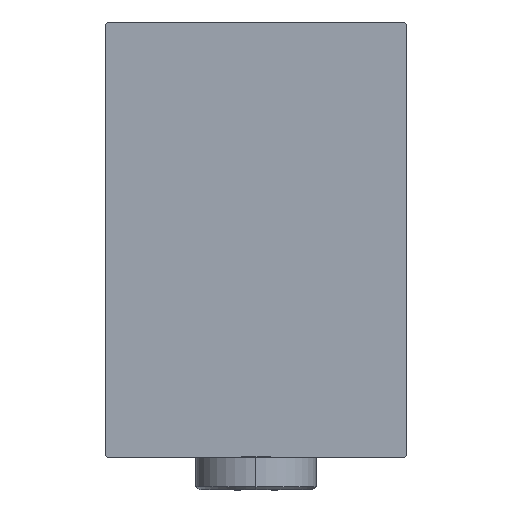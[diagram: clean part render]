
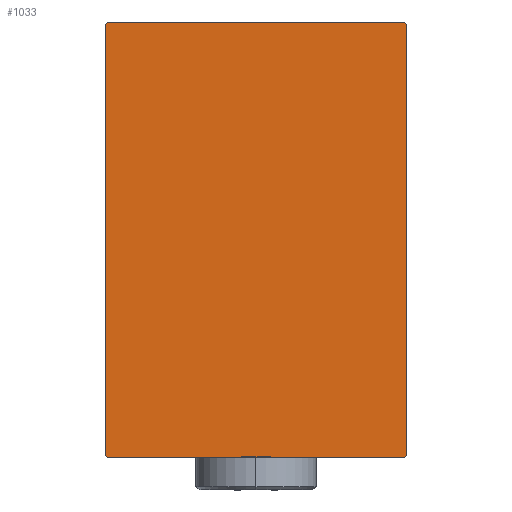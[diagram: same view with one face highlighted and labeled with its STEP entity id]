
A CAD part, left-side view. The second image highlights one B-rep face of the part: STEP entity #1033.
In plain terms, the highlighted face is planar.
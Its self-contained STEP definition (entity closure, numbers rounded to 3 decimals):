
#114 = VECTOR ( 'NONE', #4425, 1000. ) ;
#858 = DIRECTION ( 'NONE',  ( 0., 0., -1. ) ) ;
#1033 = ADVANCED_FACE ( 'NONE', ( #6952 ), #32518, .T. ) ;
#1472 = VERTEX_POINT ( 'NONE', #14756 ) ;
#1957 = ORIENTED_EDGE ( 'NONE', *, *, #37448, .T. ) ;
#2775 = VECTOR ( 'NONE', #11777, 1000. ) ;
#3142 = DIRECTION ( 'NONE',  ( 1., 0., 0. ) ) ;
#4425 = DIRECTION ( 'NONE',  ( 0., 0.707, 0.707 ) ) ;
#4431 = CARTESIAN_POINT ( 'NONE',  ( 130., -22.5, 32.5 ) ) ;
#4607 = VECTOR ( 'NONE', #42904, 1000. ) ;
#4662 = ORIENTED_EDGE ( 'NONE', *, *, #17548, .T. ) ;
#4894 = AXIS2_PLACEMENT_3D ( 'NONE', #6496, #3142, #40179 ) ;
#6496 = CARTESIAN_POINT ( 'NONE',  ( 130., 0., 0. ) ) ;
#6952 = FACE_OUTER_BOUND ( 'NONE', #42455, .T. ) ;
#7014 = VECTOR ( 'NONE', #44058, 1000. ) ;
#7015 = VERTEX_POINT ( 'NONE', #21872 ) ;
#7346 = CARTESIAN_POINT ( 'NONE',  ( 130., 22.2, 32.5 ) ) ;
#7773 = CARTESIAN_POINT ( 'NONE',  ( 130., -22.2, 32.5 ) ) ;
#7963 = LINE ( 'NONE', #18706, #2775 ) ;
#9911 = LINE ( 'NONE', #25180, #42230 ) ;
#9914 = LINE ( 'NONE', #38389, #4607 ) ;
#11777 = DIRECTION ( 'NONE',  ( 0., -0.707, 0.707 ) ) ;
#11809 = CARTESIAN_POINT ( 'NONE',  ( 130., 27.35, -27.35 ) ) ;
#11951 = CARTESIAN_POINT ( 'NONE',  ( 130., -22.5, -32.2 ) ) ;
#12412 = LINE ( 'NONE', #20304, #37524 ) ;
#12855 = EDGE_CURVE ( 'NONE', #1472, #36032, #7963, .T. ) ;
#13127 = DIRECTION ( 'NONE',  ( 0., 0.707, -0.707 ) ) ;
#14756 = CARTESIAN_POINT ( 'NONE',  ( 130., 22.5, 32.2 ) ) ;
#15112 = CARTESIAN_POINT ( 'NONE',  ( 130., -22.5, -32.5 ) ) ;
#16857 = VECTOR ( 'NONE', #25939, 1000. ) ;
#17303 = CARTESIAN_POINT ( 'NONE',  ( 130., -22.5, 32.2 ) ) ;
#17548 = EDGE_CURVE ( 'NONE', #47090, #24818, #25679, .T. ) ;
#18706 = CARTESIAN_POINT ( 'NONE',  ( 130., 27.35, 27.35 ) ) ;
#20304 = CARTESIAN_POINT ( 'NONE',  ( 130., -27.35, -27.35 ) ) ;
#20572 = ORIENTED_EDGE ( 'NONE', *, *, #40088, .T. ) ;
#21872 = CARTESIAN_POINT ( 'NONE',  ( 130., 22.2, -32.5 ) ) ;
#22766 = CARTESIAN_POINT ( 'NONE',  ( 130., -22.2, -32.5 ) ) ;
#24818 = VERTEX_POINT ( 'NONE', #11951 ) ;
#25180 = CARTESIAN_POINT ( 'NONE',  ( 130., -27.35, 27.35 ) ) ;
#25679 = LINE ( 'NONE', #4431, #40334 ) ;
#25939 = DIRECTION ( 'NONE',  ( 0., -1., 0. ) ) ;
#26586 = LINE ( 'NONE', #15112, #7014 ) ;
#27226 = VERTEX_POINT ( 'NONE', #36090 ) ;
#27723 = VERTEX_POINT ( 'NONE', #7773 ) ;
#29370 = EDGE_CURVE ( 'NONE', #24818, #40156, #12412, .T. ) ;
#30447 = LINE ( 'NONE', #11809, #114 ) ;
#32418 = LINE ( 'NONE', #47018, #16857 ) ;
#32518 = PLANE ( 'NONE',  #4894 ) ;
#33164 = ORIENTED_EDGE ( 'NONE', *, *, #12855, .T. ) ;
#33770 = ORIENTED_EDGE ( 'NONE', *, *, #40669, .T. ) ;
#34960 = EDGE_CURVE ( 'NONE', #27226, #1472, #9914, .T. ) ;
#35420 = ORIENTED_EDGE ( 'NONE', *, *, #29370, .T. ) ;
#36032 = VERTEX_POINT ( 'NONE', #7346 ) ;
#36068 = ORIENTED_EDGE ( 'NONE', *, *, #46985, .T. ) ;
#36090 = CARTESIAN_POINT ( 'NONE',  ( 130., 22.5, -32.2 ) ) ;
#37448 = EDGE_CURVE ( 'NONE', #7015, #27226, #30447, .T. ) ;
#37524 = VECTOR ( 'NONE', #13127, 1000. ) ;
#38389 = CARTESIAN_POINT ( 'NONE',  ( 130., 22.5, -32.5 ) ) ;
#38860 = DIRECTION ( 'NONE',  ( 0., -0.707, -0.707 ) ) ;
#40088 = EDGE_CURVE ( 'NONE', #40156, #7015, #26586, .T. ) ;
#40156 = VERTEX_POINT ( 'NONE', #22766 ) ;
#40179 = DIRECTION ( 'NONE',  ( 0., 0., -1. ) ) ;
#40334 = VECTOR ( 'NONE', #858, 1000. ) ;
#40669 = EDGE_CURVE ( 'NONE', #36032, #27723, #32418, .T. ) ;
#42230 = VECTOR ( 'NONE', #38860, 1000. ) ;
#42455 = EDGE_LOOP ( 'NONE', ( #20572, #1957, #43866, #33164, #33770, #36068, #4662, #35420 ) ) ;
#42904 = DIRECTION ( 'NONE',  ( 0., 0., 1. ) ) ;
#43866 = ORIENTED_EDGE ( 'NONE', *, *, #34960, .T. ) ;
#44058 = DIRECTION ( 'NONE',  ( 0., 1., 0. ) ) ;
#46985 = EDGE_CURVE ( 'NONE', #27723, #47090, #9911, .T. ) ;
#47018 = CARTESIAN_POINT ( 'NONE',  ( 130., 22.5, 32.5 ) ) ;
#47090 = VERTEX_POINT ( 'NONE', #17303 ) ;
